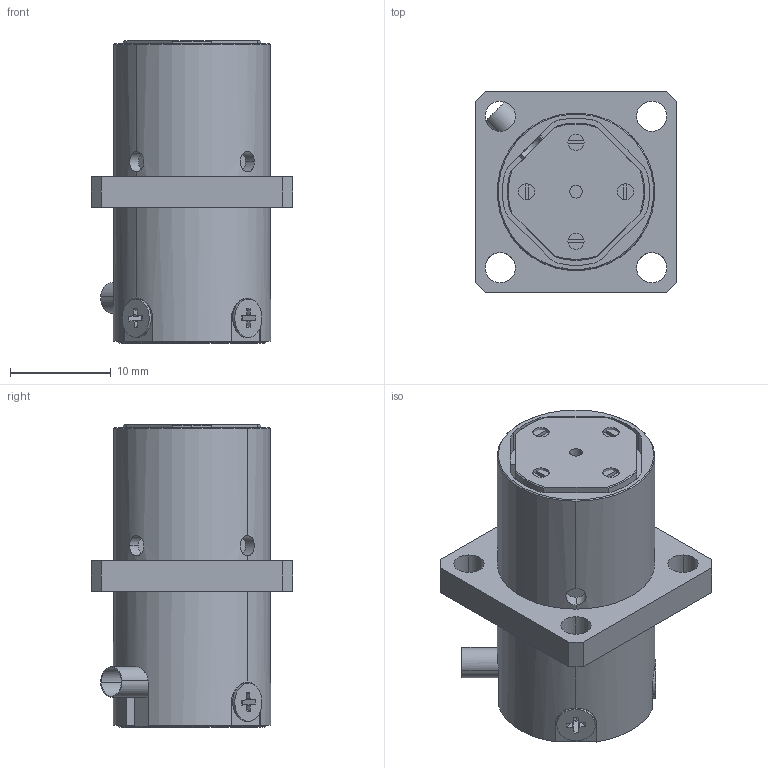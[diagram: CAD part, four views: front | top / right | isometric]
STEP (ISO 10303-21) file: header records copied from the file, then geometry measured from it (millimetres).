
FILE_DESCRIPTION (( 'STEP AP203' ), '1' );
FILE_NAME ('S30.09.26.STEP', '2023-09-26T05:52:37', ( 'Windows User' ), ( 'P R C' ), 'SwSTEP 2.0', 'SolidWorks 2016', '' );
FILE_SCHEMA (( 'CONFIG_CONTROL_DESIGN' ));
Length unit declared in the file: millimetre
Products named in the file (1): S30.09.26
Bounding box: 20 x 20 x 30 mm (x, y, z)
Volume: 5901.8 mm3; surface area: 5693.3 mm2
Topology: 10 solids, 10 shells, 351 faces, 868 edges, 535 vertices
Faces by surface type: plane 151, cylinder 113, cone 81, torus 6
Entity records: 10717 total; most frequent: CARTESIAN_POINT 2244, DIRECTION 1825, ORIENTED_EDGE 1704, EDGE_CURVE 852, AXIS2_PLACEMENT_3D 694, VERTEX_POINT 535, LINE 437, VECTOR 437
